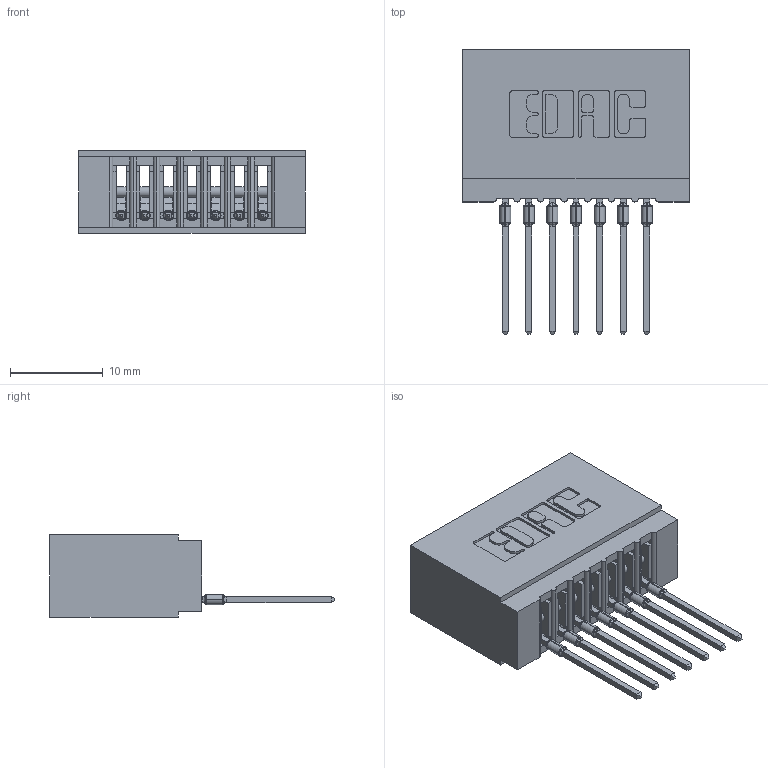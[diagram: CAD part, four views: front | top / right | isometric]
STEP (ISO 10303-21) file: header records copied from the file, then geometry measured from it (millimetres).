
FILE_DESCRIPTION (( 'STEP AP203' ), '1' );
FILE_NAME ('745-007-545-101.STEP', '2020-09-11T13:43:02', ( '' ), ( '' ), 'SwSTEP 2.0', 'SolidWorks 2020', '' );
FILE_SCHEMA (( 'CONFIG_CONTROL_DESIGN' ));
Length unit declared in the file: inch
Products named in the file (3): 745-292-001_545; 745-007-545-101; 745 Part_Insulator Option - 01
Assembly tree (8 placements, depth 2):
  745-007-545-101
    745 Part_Insulator Option - 01
    745-292-001_545  x7
Bounding box: 24.38 x 30.62 x 8.89 mm (x, y, z)
Volume: 2364 mm3; surface area: 3817.3 mm2
Topology: 8 solids, 8 shells, 879 faces, 2414 edges, 1530 vertices
Faces by surface type: plane 524, cylinder 173, bspline 140, torus 42
Entity records: 16345 total; most frequent: CARTESIAN_POINT 3380, ORIENTED_EDGE 2752, DIRECTION 2420, EDGE_CURVE 1376, VECTOR 1152, LINE 1152, VERTEX_POINT 882, AXIS2_PLACEMENT_3D 634
